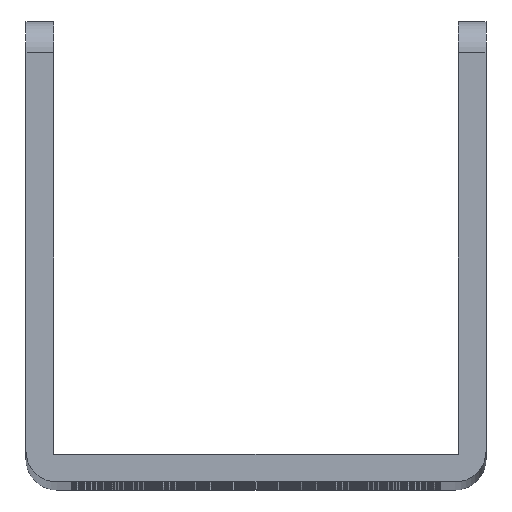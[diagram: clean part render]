
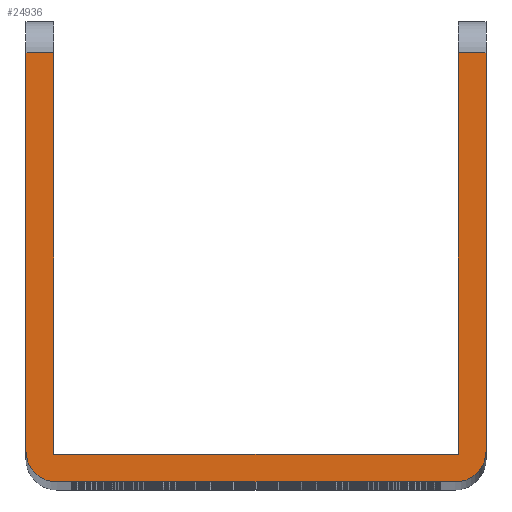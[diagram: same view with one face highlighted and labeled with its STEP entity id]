
A CAD part, top view. The second image highlights one B-rep face of the part: STEP entity #24936.
In plain terms, the highlighted planar face has unit normal (0, 0, 1).
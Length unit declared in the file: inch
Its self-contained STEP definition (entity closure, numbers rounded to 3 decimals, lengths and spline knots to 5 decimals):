
#415 = DIRECTION ( 'NONE',  ( 0., 0., -1. ) ) ;
#778 = DIRECTION ( 'NONE',  ( 1., 0., 0. ) ) ;
#2248 = VERTEX_POINT ( 'NONE', #30080 ) ;
#2341 = DIRECTION ( 'NONE',  ( -1., 0., 0. ) ) ;
#2656 = CARTESIAN_POINT ( 'NONE',  ( 0.1, 0., 15. ) ) ;
#3459 = DIRECTION ( 'NONE',  ( 0., 0., 1. ) ) ;
#4771 = CARTESIAN_POINT ( 'NONE',  ( 1.4, 0., 15. ) ) ;
#5634 = ORIENTED_EDGE ( 'NONE', *, *, #23182, .T. ) ;
#6935 = ORIENTED_EDGE ( 'NONE', *, *, #43252, .T. ) ;
#8290 = CARTESIAN_POINT ( 'NONE',  ( 1.4, 0.1, 15. ) ) ;
#9162 = CARTESIAN_POINT ( 'NONE',  ( 0.09, 1.5, 15. ) ) ;
#10127 = CARTESIAN_POINT ( 'NONE',  ( 1.41, 0.09, 15. ) ) ;
#10159 = CARTESIAN_POINT ( 'NONE',  ( 1.5, 0.1, 15. ) ) ;
#10716 = LINE ( 'NONE', #34440, #19036 ) ;
#10879 = VERTEX_POINT ( 'NONE', #16189 ) ;
#11987 = VECTOR ( 'NONE', #37840, 39.37008 ) ;
#12439 = DIRECTION ( 'NONE',  ( -1., 0., 0. ) ) ;
#12565 = VERTEX_POINT ( 'NONE', #10127 ) ;
#12759 = LINE ( 'NONE', #26897, #44160 ) ;
#15936 = CARTESIAN_POINT ( 'NONE',  ( 0., 0., 15. ) ) ;
#16189 = CARTESIAN_POINT ( 'NONE',  ( 0., 0.1, 15. ) ) ;
#17721 = CARTESIAN_POINT ( 'NONE',  ( 1.41, 0.09, 15. ) ) ;
#17749 = ORIENTED_EDGE ( 'NONE', *, *, #46424, .T. ) ;
#18518 = VECTOR ( 'NONE', #30052, 39.37008 ) ;
#18531 = AXIS2_PLACEMENT_3D ( 'NONE', #45435, #415, #29128 ) ;
#18860 = FACE_OUTER_BOUND ( 'NONE', #29464, .T. ) ;
#18868 = VERTEX_POINT ( 'NONE', #10159 ) ;
#19036 = VECTOR ( 'NONE', #30299, 39.37008 ) ;
#19847 = ORIENTED_EDGE ( 'NONE', *, *, #29155, .T. ) ;
#21742 = CARTESIAN_POINT ( 'NONE',  ( 1.41, 1.4, 15. ) ) ;
#22887 = LINE ( 'NONE', #9162, #11987 ) ;
#23182 = EDGE_CURVE ( 'NONE', #37340, #18868, #25972, .T. ) ;
#23260 = VERTEX_POINT ( 'NONE', #33384 ) ;
#24180 = CARTESIAN_POINT ( 'NONE',  ( 0., 1.4, 15. ) ) ;
#24936 = ADVANCED_FACE ( 'NONE', ( #18860 ), #49363, .F. ) ;
#25122 = CARTESIAN_POINT ( 'NONE',  ( 0.09, 0.09, 15. ) ) ;
#25563 = VERTEX_POINT ( 'NONE', #21742 ) ;
#25972 = CIRCLE ( 'NONE', #32165, 0.1 ) ;
#26125 = VECTOR ( 'NONE', #778, 39.37008 ) ;
#26296 = CARTESIAN_POINT ( 'NONE',  ( 0.09, 1.4, 15. ) ) ;
#26560 = ORIENTED_EDGE ( 'NONE', *, *, #28221, .T. ) ;
#26897 = CARTESIAN_POINT ( 'NONE',  ( 0.09, 0.09, 15. ) ) ;
#27726 = CARTESIAN_POINT ( 'NONE',  ( 0., 1.4, 15. ) ) ;
#27989 = CARTESIAN_POINT ( 'NONE',  ( 0.1, 0.1, 15. ) ) ;
#28221 = EDGE_CURVE ( 'NONE', #12565, #44683, #12759, .T. ) ;
#29128 = DIRECTION ( 'NONE',  ( -1., 0., 0. ) ) ;
#29155 = EDGE_CURVE ( 'NONE', #42272, #37340, #37025, .T. ) ;
#29379 = LINE ( 'NONE', #17721, #18518 ) ;
#29450 = ORIENTED_EDGE ( 'NONE', *, *, #47317, .T. ) ;
#29464 = EDGE_LOOP ( 'NONE', ( #6935, #42248, #31759, #17749, #19847, #5634, #35923, #53175, #29450, #26560 ) ) ;
#30052 = DIRECTION ( 'NONE',  ( 0., -1., 0. ) ) ;
#30080 = CARTESIAN_POINT ( 'NONE',  ( 1.5, 1.4, 15. ) ) ;
#30299 = DIRECTION ( 'NONE',  ( 0., 1., 0. ) ) ;
#30763 = CIRCLE ( 'NONE', #39091, 0.1 ) ;
#31649 = VECTOR ( 'NONE', #48708, 39.37008 ) ;
#31759 = ORIENTED_EDGE ( 'NONE', *, *, #50415, .T. ) ;
#32109 = DIRECTION ( 'NONE',  ( -1., 0., 0. ) ) ;
#32165 = AXIS2_PLACEMENT_3D ( 'NONE', #8290, #36970, #12439 ) ;
#32279 = VECTOR ( 'NONE', #44026, 39.37008 ) ;
#33384 = CARTESIAN_POINT ( 'NONE',  ( 0., 1.4, 15. ) ) ;
#34440 = CARTESIAN_POINT ( 'NONE',  ( 1.5, 1.5, 15. ) ) ;
#35923 = ORIENTED_EDGE ( 'NONE', *, *, #43365, .T. ) ;
#36535 = DIRECTION ( 'NONE',  ( 0., -1., 0. ) ) ;
#36970 = DIRECTION ( 'NONE',  ( 0., 0., 1. ) ) ;
#37025 = LINE ( 'NONE', #49880, #26125 ) ;
#37340 = VERTEX_POINT ( 'NONE', #4771 ) ;
#37840 = DIRECTION ( 'NONE',  ( 0., 1., 0. ) ) ;
#38737 = VECTOR ( 'NONE', #36535, 39.37008 ) ;
#39091 = AXIS2_PLACEMENT_3D ( 'NONE', #27989, #3459, #32109 ) ;
#41917 = LINE ( 'NONE', #27726, #32279 ) ;
#42248 = ORIENTED_EDGE ( 'NONE', *, *, #52738, .T. ) ;
#42272 = VERTEX_POINT ( 'NONE', #2656 ) ;
#43252 = EDGE_CURVE ( 'NONE', #44683, #49134, #22887, .T. ) ;
#43365 = EDGE_CURVE ( 'NONE', #18868, #2248, #10716, .T. ) ;
#44026 = DIRECTION ( 'NONE',  ( -1., 0., 0. ) ) ;
#44160 = VECTOR ( 'NONE', #2341, 39.37008 ) ;
#44683 = VERTEX_POINT ( 'NONE', #25122 ) ;
#45435 = CARTESIAN_POINT ( 'NONE',  ( 0., 0., 15. ) ) ;
#46424 = EDGE_CURVE ( 'NONE', #10879, #42272, #30763, .T. ) ;
#47317 = EDGE_CURVE ( 'NONE', #25563, #12565, #29379, .T. ) ;
#48708 = DIRECTION ( 'NONE',  ( -1., 0., 0. ) ) ;
#49134 = VERTEX_POINT ( 'NONE', #26296 ) ;
#49363 = PLANE ( 'NONE',  #18531 ) ;
#49589 = LINE ( 'NONE', #15936, #38737 ) ;
#49880 = CARTESIAN_POINT ( 'NONE',  ( 1.5, 0., 15. ) ) ;
#50394 = EDGE_CURVE ( 'NONE', #2248, #25563, #50869, .T. ) ;
#50415 = EDGE_CURVE ( 'NONE', #23260, #10879, #49589, .T. ) ;
#50869 = LINE ( 'NONE', #24180, #31649 ) ;
#52738 = EDGE_CURVE ( 'NONE', #49134, #23260, #41917, .T. ) ;
#53175 = ORIENTED_EDGE ( 'NONE', *, *, #50394, .T. ) ;
